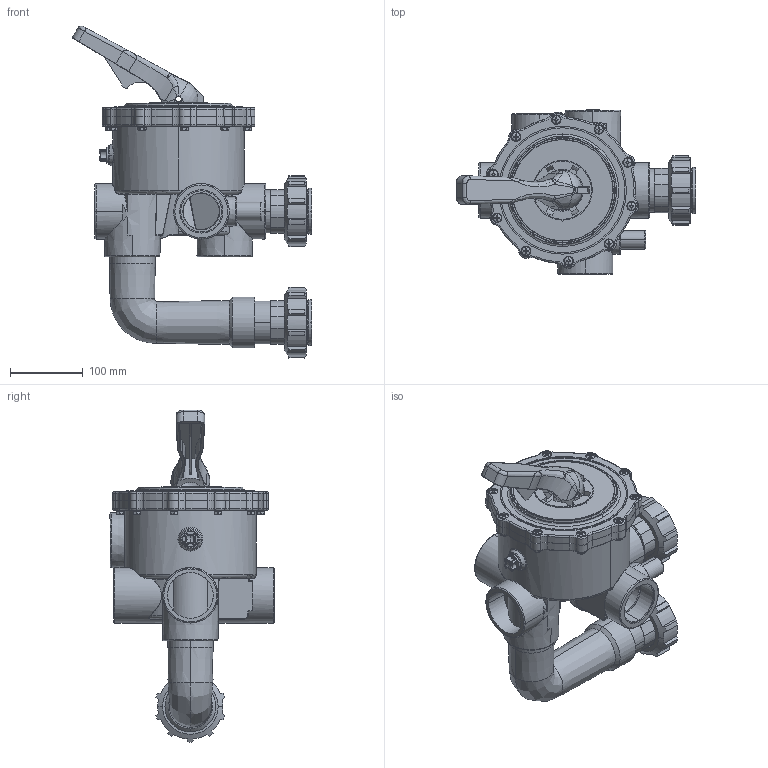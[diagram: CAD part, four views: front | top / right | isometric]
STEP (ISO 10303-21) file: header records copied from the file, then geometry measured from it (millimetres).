
FILE_DESCRIPTION((''),'2;1');
FILE_NAME('BWVL-MPV-H_ASM','2020-02-11T13:05:55',('atoral'),('CEPEX'),'CREO PARAMETRIC BY PTC INC, 2019080','CREO PARAMETRIC BY PTC INC, 2019080','');
FILE_SCHEMA(('CONFIG_CONTROL_DESIGN'));
Products named in the file (20): 67983-0110; 00600-0001; 00600-0002; 7230130025; 19028-0103; 67983-0110_ASM; 07441-0204; 00600-0207; 14905-0201; 00600-0203; 07441-0100_ASM; 61394-0002; 61394-0001; 7220160040; BWVLMPVU-0201; 7013206027; 7014306000; 61393-0003; 8070536035; BWVL-MPV-H_ASM
Assembly tree (40 placements, depth 3):
  BWVL-MPV-H_ASM
    67983-0110_ASM
      67983-0110
      00600-0001
      00600-0002
      7230130025
      19028-0103
    07441-0100_ASM
      07441-0204
      00600-0207
      14905-0201
      00600-0203
    61394-0002
    61394-0001  x2
    7220160040
    BWVLMPVU-0201
    7013206027  x10
    7014306000  x10
    61393-0003  x2
    8070536035  x2
Bounding box: 329.71 x 226.5 x 457.12 mm (x, y, z)
Volume: 2655513.2 mm3; surface area: 832849.3 mm2
Topology: 38 solids, 52 shells, 2233 faces, 5657 edges, 3581 vertices
Faces by surface type: cylinder 775, plane 725, torus 348, cone 167, bspline 165, sphere 53
Entity records: 67171 total; most frequent: CARTESIAN_POINT 29438, ORIENTED_EDGE 7894, DIRECTION 7833, EDGE_CURVE 3957, AXIS2_PLACEMENT_3D 3111, VERTEX_POINT 2510, EDGE_LOOP 1707, CIRCLE 1633
